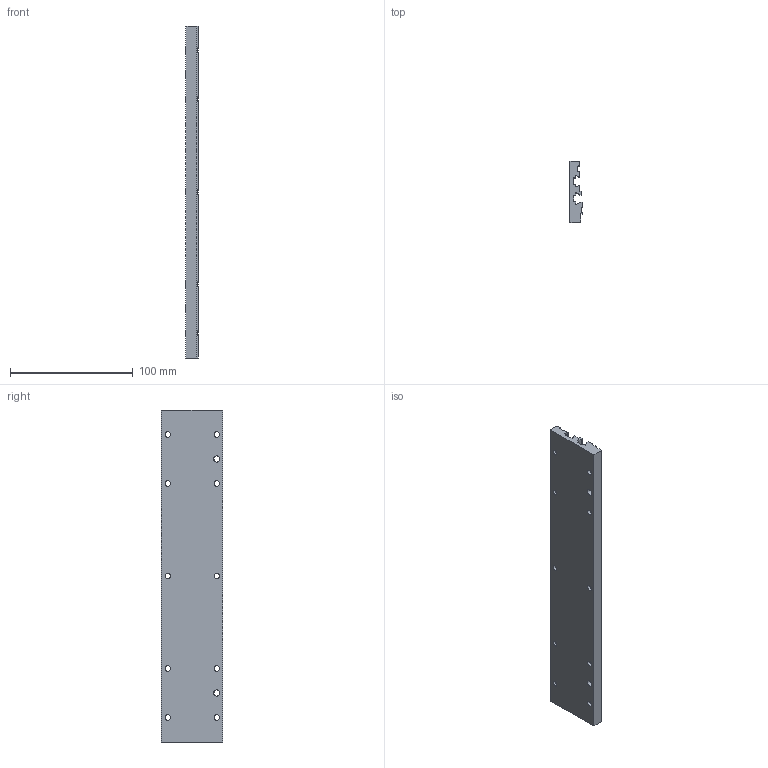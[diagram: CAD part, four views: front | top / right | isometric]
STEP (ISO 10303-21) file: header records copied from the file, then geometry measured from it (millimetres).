
FILE_DESCRIPTION(/* description */ ('STEP AP214'),/* implementation_level */ '2;1');
FILE_NAME(/* name */ '525694_SLG-S-18-100',/* time_stamp */ '2024-09-15T06:44:24+02:00',/* author */ ('License CC BY-ND 4.0'),/* organization */ ('CADENAS'),/* preprocessor_version */ 'ST-DEVELOPER v19.3',/* originating_system */ 'PARTsolutions',/* authorisation */ ' ');
FILE_SCHEMA (('AUTOMOTIVE_DESIGN {1 0 10303 214 3 1 1}'));
Length unit declared in the file: millimetre
Products named in the file (1): 525694 SLG-S-18-100
Bounding box: 10.3 x 50 x 271 mm (x, y, z)
Volume: 91808.8 mm3; surface area: 42759.4 mm2
Topology: 1 solids, 1 shells, 160 faces, 476 edges, 316 vertices
Faces by surface type: plane 102, cylinder 58
Full cylindrical faces by diameter (mm): 4.5 x10, 5 x2, 7.5 x10
Entity records: 5276 total; most frequent: CARTESIAN_POINT 967, DIRECTION 892, ORIENTED_EDGE 884, EDGE_CURVE 442, AXIS2_PLACEMENT_3D 309, VERTEX_POINT 304, LINE 274, VECTOR 274
